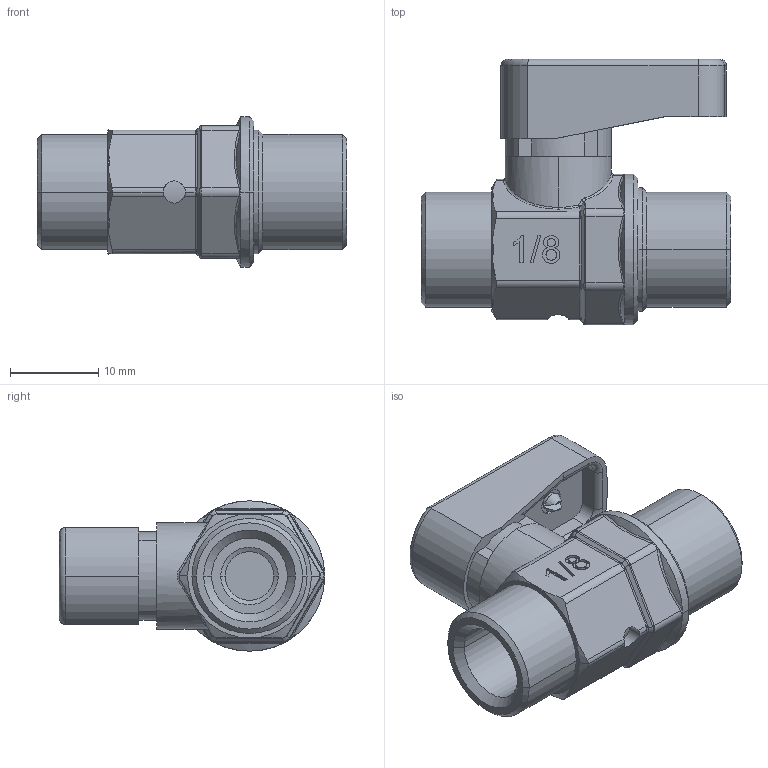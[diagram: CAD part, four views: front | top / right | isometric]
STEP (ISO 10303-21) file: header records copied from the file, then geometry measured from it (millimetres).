
FILE_DESCRIPTION (( 'STEP AP214' ), '1' );
FILE_NAME ('0660000001.step', '2012-10-02T16:36:13', ( '' ), ( '' ), 'SwSTEP 2.0', 'SolidWorks 2012', '' );
FILE_SCHEMA (( 'AUTOMOTIVE_DESIGN' ));
Length unit declared in the file: millimetre
Products named in the file (1): 0660000001
Bounding box: 35 x 30 x 17 mm (x, y, z)
Volume: 6736.6 mm3; surface area: 4046 mm2
Topology: 8 solids, 17 shells, 641 faces, 1612 edges, 1033 vertices
Faces by surface type: plane 274, bspline 189, cylinder 118, cone 30, torus 28, sphere 2
Entity records: 26457 total; most frequent: CARTESIAN_POINT 12418, ORIENTED_EDGE 3224, DIRECTION 2343, EDGE_CURVE 1612, VERTEX_POINT 1033, LINE 819, VECTOR 819, AXIS2_PLACEMENT_3D 762
